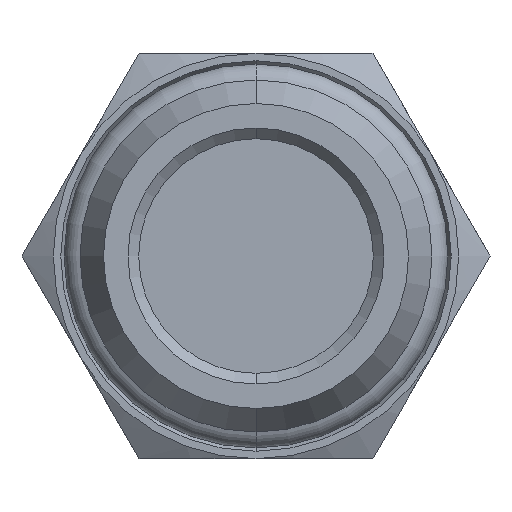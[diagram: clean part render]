
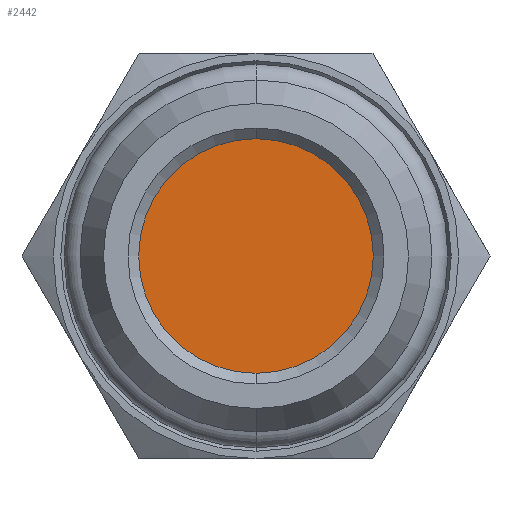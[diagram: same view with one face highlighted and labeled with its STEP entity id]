
A CAD part, front view. The second image highlights one B-rep face of the part: STEP entity #2442.
In plain terms, the highlighted planar face has unit normal (0, -1, 0).
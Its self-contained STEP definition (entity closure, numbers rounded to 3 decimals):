
#313 = CIRCLE ( 'NONE', #2153, 5.5 ) ;
#485 = FACE_OUTER_BOUND ( 'NONE', #1874, .T. ) ;
#556 = AXIS2_PLACEMENT_3D ( 'NONE', #813, #818, #819 ) ;
#813 = CARTESIAN_POINT ( 'NONE',  ( 0., 1.047, 0. ) ) ;
#816 = PLANE ( 'NONE',  #556 ) ;
#818 = DIRECTION ( 'NONE',  ( 0., -1., 0. ) ) ;
#819 = DIRECTION ( 'NONE',  ( 0., 0., -1. ) ) ;
#891 = CARTESIAN_POINT ( 'NONE',  ( 0., 1.047, -5.5 ) ) ;
#1022 = CARTESIAN_POINT ( 'NONE',  ( 0., 1.047, 5.5 ) ) ;
#1385 = EDGE_CURVE ( 'NONE', #2593, #2099, #2851, .T. ) ;
#1543 = EDGE_CURVE ( 'NONE', #2099, #2593, #313, .T. ) ;
#1724 = CARTESIAN_POINT ( 'NONE',  ( 0., 1.047, 0. ) ) ;
#1725 = DIRECTION ( 'NONE',  ( 0., 1., 0. ) ) ;
#1726 = DIRECTION ( 'NONE',  ( 0., 0., -1. ) ) ;
#1874 = EDGE_LOOP ( 'NONE', ( #2015, #2016 ) ) ;
#2015 = ORIENTED_EDGE ( 'NONE', *, *, #1385, .F. ) ;
#2016 = ORIENTED_EDGE ( 'NONE', *, *, #1543, .F. ) ;
#2099 = VERTEX_POINT ( 'NONE', #1022 ) ;
#2141 = AXIS2_PLACEMENT_3D ( 'NONE', #1724, #1725, #1726 ) ;
#2153 = AXIS2_PLACEMENT_3D ( 'NONE', #2480, #2481, #2482 ) ;
#2442 = ADVANCED_FACE ( 'NONE', ( #485 ), #816, .T. ) ;
#2480 = CARTESIAN_POINT ( 'NONE',  ( 0., 1.047, 0. ) ) ;
#2481 = DIRECTION ( 'NONE',  ( 0., 1., 0. ) ) ;
#2482 = DIRECTION ( 'NONE',  ( 0., 0., -1. ) ) ;
#2593 = VERTEX_POINT ( 'NONE', #891 ) ;
#2851 = CIRCLE ( 'NONE', #2141, 5.5 ) ;
